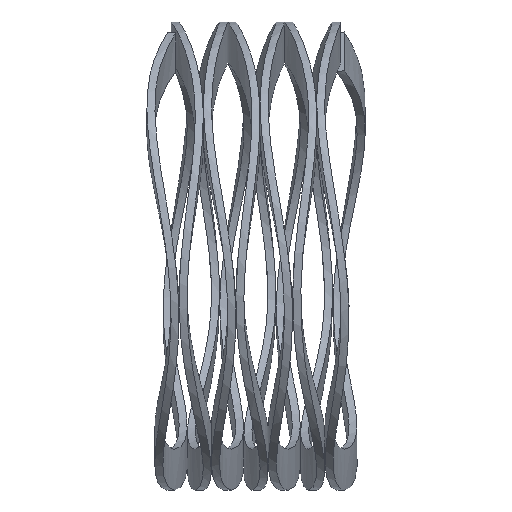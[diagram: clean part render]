
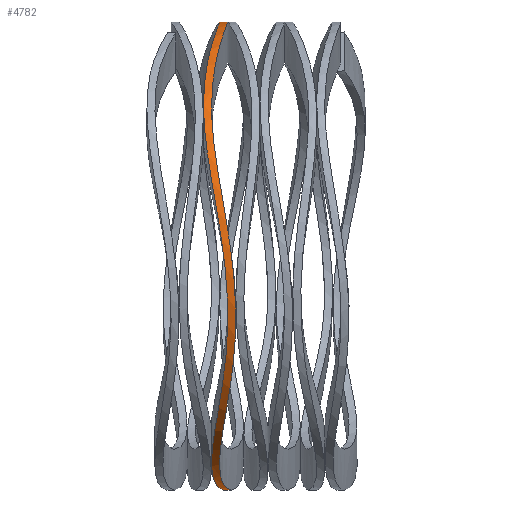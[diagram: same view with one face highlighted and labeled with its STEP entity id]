
A CAD part, left-side view. The second image highlights one B-rep face of the part: STEP entity #4782.
In plain terms, the highlighted cylindrical face has radius 5.75 mm (diameter 11.5 mm), a partial arc.
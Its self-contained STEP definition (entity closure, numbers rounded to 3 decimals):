
#197 = CARTESIAN_POINT ( 'NONE',  ( -3.51, 3.397, -4.571 ) ) ;
#291 = CARTESIAN_POINT ( 'NONE',  ( 0., 3.233, 5.75 ) ) ;
#292 = EDGE_CURVE ( 'NONE', #5844, #3478, #889, .T. ) ;
#337 = CARTESIAN_POINT ( 'NONE',  ( -1.495, 3.296, 5.565 ) ) ;
#353 = CARTESIAN_POINT ( 'NONE',  ( -1.609, 3.113, 5.521 ) ) ;
#398 = CARTESIAN_POINT ( 'NONE',  ( -1.19, 3.073, 5.626 ) ) ;
#449 = CARTESIAN_POINT ( 'NONE',  ( -1.482, 3.099, 5.557 ) ) ;
#889 = B_SPLINE_CURVE_WITH_KNOTS ( 'NONE', 3,
 ( #1740, #7300, #4617, #5262, #2393, #4474, #5860, #197, #3224, #3738, #7255, #8095, #3875, #6746, #3043, #8700, #2344, #1031, #5170, #8142, #8000, #3179, #6699, #337, #6609, #8836, #291 ),
 .UNSPECIFIED., .F., .F.,
 ( 4, 2, 2, 2, 2, 2, 2, 2, 1, 2, 2, 2, 2, 4 ),
 ( 0., 0.063, 0.125, 0.188, 0.25, 0.375, 0.438, 0.5, 0.625, 0.688, 0.75, 0.875, 0.938, 1. ),
 .UNSPECIFIED. ) ;
#905 = EDGE_CURVE ( 'NONE', #8973, #5844, #4589, .T. ) ;
#954 = CARTESIAN_POINT ( 'NONE',  ( -2.754, 3.241, -5.063 ) ) ;
#970 = VECTOR ( 'NONE', #1792, 1000. ) ;
#1031 = CARTESIAN_POINT ( 'NONE',  ( -4.993, 3.584, 2.877 ) ) ;
#1046 = CARTESIAN_POINT ( 'NONE',  ( -0.227, 3.033, 5.747 ) ) ;
#1093 = CARTESIAN_POINT ( 'NONE',  ( -5.756, 2.945, 0.069 ) ) ;
#1144 = CARTESIAN_POINT ( 'NONE',  ( -1.991, 3.158, 5.395 ) ) ;
#1201 = DIRECTION ( 'NONE',  ( 0., 1., 0. ) ) ;
#1406 = VECTOR ( 'NONE', #1201, 1000. ) ;
#1479 = CARTESIAN_POINT ( 'NONE',  ( 0., 3.135, -5.75 ) ) ;
#1661 = CARTESIAN_POINT ( 'NONE',  ( -5.24, 3.332, 2.432 ) ) ;
#1737 = ORIENTED_EDGE ( 'NONE', *, *, #7734, .F. ) ;
#1740 = CARTESIAN_POINT ( 'NONE',  ( 0., 3.135, -5.75 ) ) ;
#1757 = CARTESIAN_POINT ( 'NONE',  ( -1.343, 3.086, 5.592 ) ) ;
#1792 = DIRECTION ( 'NONE',  ( 0., 1., 0. ) ) ;
#1804 = CARTESIAN_POINT ( 'NONE',  ( -4.069, 3.43, 4.102 ) ) ;
#2039 = ORIENTED_EDGE ( 'NONE', *, *, #3812, .T. ) ;
#2344 = CARTESIAN_POINT ( 'NONE',  ( -5.523, 3.448, 1.879 ) ) ;
#2362 = CARTESIAN_POINT ( 'NONE',  ( -0.155, 2.97, -5.746 ) ) ;
#2393 = CARTESIAN_POINT ( 'NONE',  ( -1.848, 3.4, -5.459 ) ) ;
#2409 = CARTESIAN_POINT ( 'NONE',  ( -2.212, 3.226, -5.314 ) ) ;
#2501 = CARTESIAN_POINT ( 'NONE',  ( -1.723, 3.126, 5.487 ) ) ;
#2552 = CARTESIAN_POINT ( 'NONE',  ( 0., -0.346, -5.75 ) ) ;
#2817 = CYLINDRICAL_SURFACE ( 'NONE', #8964, 5.75 ) ;
#3043 = CARTESIAN_POINT ( 'NONE',  ( -5.751, 3.085, -0.367 ) ) ;
#3104 = CARTESIAN_POINT ( 'NONE',  ( -5.649, 3.11, 1.122 ) ) ;
#3179 = CARTESIAN_POINT ( 'NONE',  ( -2.896, 3.48, 5.022 ) ) ;
#3224 = CARTESIAN_POINT ( 'NONE',  ( -3.803, 3.359, -4.33 ) ) ;
#3239 = CARTESIAN_POINT ( 'NONE',  ( -3.398, 3.213, -4.669 ) ) ;
#3320 = VERTEX_POINT ( 'NONE', #3681 ) ;
#3475 = DIRECTION ( 'NONE',  ( 0., 1., 0. ) ) ;
#3478 = VERTEX_POINT ( 'NONE', #8596 ) ;
#3681 = CARTESIAN_POINT ( 'NONE',  ( 0., 3.036, 5.75 ) ) ;
#3738 = CARTESIAN_POINT ( 'NONE',  ( -4.601, 3.224, -3.532 ) ) ;
#3812 = EDGE_CURVE ( 'NONE', #3320, #3478, #4069, .T. ) ;
#3875 = CARTESIAN_POINT ( 'NONE',  ( -5.568, 3.026, -1.486 ) ) ;
#3891 = CARTESIAN_POINT ( 'NONE',  ( -2.056, 3.167, 5.37 ) ) ;
#3936 = CARTESIAN_POINT ( 'NONE',  ( -5.663, 2.836, -1.089 ) ) ;
#3983 = CARTESIAN_POINT ( 'NONE',  ( -4.219, 3.098, -3.965 ) ) ;
#4069 = LINE ( 'NONE', #4665, #970 ) ;
#4193 = ORIENTED_EDGE ( 'NONE', *, *, #292, .F. ) ;
#4344 = DIRECTION ( 'NONE',  ( 0., 0., 1. ) ) ;
#4474 = CARTESIAN_POINT ( 'NONE',  ( -2.547, 3.436, -5.17 ) ) ;
#4490 = CARTESIAN_POINT ( 'NONE',  ( -0.652, 3.041, 5.714 ) ) ;
#4584 = CARTESIAN_POINT ( 'NONE',  ( -1.825, 3.138, 5.454 ) ) ;
#4589 = LINE ( 'NONE', #2552, #1406 ) ;
#4617 = CARTESIAN_POINT ( 'NONE',  ( -0.749, 3.26, -5.714 ) ) ;
#4632 = CARTESIAN_POINT ( 'NONE',  ( -4.781, 3.442, 3.264 ) ) ;
#4665 = CARTESIAN_POINT ( 'NONE',  ( 0., -0.346, 5.75 ) ) ;
#4679 = CARTESIAN_POINT ( 'NONE',  ( -2.58, 3.236, 5.155 ) ) ;
#4732 = EDGE_LOOP ( 'NONE', ( #6719, #1737, #2039, #4193 ) ) ;
#4782 = ADVANCED_FACE ( 'NONE', ( #5038 ), #2817, .T. ) ;
#4863 = CARTESIAN_POINT ( 'NONE',  ( 0., 2.944, -5.75 ) ) ;
#5038 = FACE_OUTER_BOUND ( 'NONE', #4732, .T. ) ;
#5170 = CARTESIAN_POINT ( 'NONE',  ( -4.575, 3.633, 3.504 ) ) ;
#5233 = CARTESIAN_POINT ( 'NONE',  ( -1.795, 3.198, -5.469 ) ) ;
#5262 = CARTESIAN_POINT ( 'NONE',  ( -1.486, 3.362, -5.569 ) ) ;
#5323 = CARTESIAN_POINT ( 'NONE',  ( -1.914, 3.149, 5.423 ) ) ;
#5369 = CARTESIAN_POINT ( 'NONE',  ( -3.249, 3.335, 4.788 ) ) ;
#5638 = CARTESIAN_POINT ( 'NONE',  ( 0., -0.346, 0. ) ) ;
#5844 = VERTEX_POINT ( 'NONE', #1479 ) ;
#5860 = CARTESIAN_POINT ( 'NONE',  ( -2.883, 3.436, -4.991 ) ) ;
#5876 = CARTESIAN_POINT ( 'NONE',  ( -2.109, 3.174, 5.349 ) ) ;
#5922 = CARTESIAN_POINT ( 'NONE',  ( -0.845, 3.05, 5.689 ) ) ;
#6014 = CARTESIAN_POINT ( 'NONE',  ( -2.151, 3.179, 5.333 ) ) ;
#6276 = B_SPLINE_CURVE_WITH_KNOTS ( 'NONE', 3,
 ( #6809, #6714, #1046, #6671, #4490, #5922, #8852, #398, #1757, #449, #353, #2501, #4584, #5323, #1144, #3891, #5876, #6014, #8156, #4679, #5369, #1804, #4632, #1661, #7457, #3104, #8715, #1093, #7317, #3936, #8760, #7508, #3983, #3239, #954, #2409, #5233, #8898, #6626, #8804, #2362, #8203 ),
 .UNSPECIFIED., .F., .F.,
 ( 4, 1, 1, 1, 1, 1, 1, 1, 1, 1, 1, 1, 1, 1, 1, 1, 1, 1, 1, 1, 1, 1, 1, 1, 1, 1, 1, 1, 1, 1, 1, 1, 1, 1, 1, 1, 1, 1, 1, 4 ),
 ( 0., 0.013, 0.025, 0.036, 0.047, 0.057, 0.066, 0.075, 0.083, 0.09, 0.097, 0.103, 0.108, 0.113, 0.116, 0.12, 0.122, 0.124, 0.125, 0.194, 0.25, 0.302, 0.375, 0.406, 0.437, 0.469, 0.5, 0.521, 0.556, 0.606, 0.67, 0.75, 0.8, 0.85, 0.874, 0.898, 0.923, 0.949, 0.974, 1. ),
 .UNSPECIFIED. ) ;
#6609 = CARTESIAN_POINT ( 'NONE',  ( -0.756, 3.24, 5.712 ) ) ;
#6626 = CARTESIAN_POINT ( 'NONE',  ( -0.917, 3.092, -5.683 ) ) ;
#6671 = CARTESIAN_POINT ( 'NONE',  ( -0.446, 3.035, 5.734 ) ) ;
#6699 = CARTESIAN_POINT ( 'NONE',  ( -1.856, 3.341, 5.456 ) ) ;
#6714 = CARTESIAN_POINT ( 'NONE',  ( -0.077, 3.035, 5.749 ) ) ;
#6719 = ORIENTED_EDGE ( 'NONE', *, *, #905, .F. ) ;
#6746 = CARTESIAN_POINT ( 'NONE',  ( -5.715, 3.052, -0.744 ) ) ;
#6809 = CARTESIAN_POINT ( 'NONE',  ( 0., 3.036, 5.75 ) ) ;
#7255 = CARTESIAN_POINT ( 'NONE',  ( -5.025, 3.106, -2.896 ) ) ;
#7300 = CARTESIAN_POINT ( 'NONE',  ( -0.375, 3.198, -5.75 ) ) ;
#7317 = CARTESIAN_POINT ( 'NONE',  ( -5.739, 2.884, -0.454 ) ) ;
#7457 = CARTESIAN_POINT ( 'NONE',  ( -5.513, 3.204, 1.667 ) ) ;
#7508 = CARTESIAN_POINT ( 'NONE',  ( -4.939, 2.93, -3.038 ) ) ;
#7734 = EDGE_CURVE ( 'NONE', #3320, #8973, #6276, .T. ) ;
#8000 = CARTESIAN_POINT ( 'NONE',  ( -3.534, 3.583, 4.594 ) ) ;
#8095 = CARTESIAN_POINT ( 'NONE',  ( -5.458, 3.032, -1.85 ) ) ;
#8142 = CARTESIAN_POINT ( 'NONE',  ( -4.334, 3.634, 3.796 ) ) ;
#8156 = CARTESIAN_POINT ( 'NONE',  ( -2.181, 3.183, 5.32 ) ) ;
#8203 = CARTESIAN_POINT ( 'NONE',  ( 0., 2.944, -5.75 ) ) ;
#8596 = CARTESIAN_POINT ( 'NONE',  ( 0., 3.233, 5.75 ) ) ;
#8700 = CARTESIAN_POINT ( 'NONE',  ( -5.749, 3.227, 0.759 ) ) ;
#8715 = CARTESIAN_POINT ( 'NONE',  ( -5.731, 3.017, 0.567 ) ) ;
#8760 = CARTESIAN_POINT ( 'NONE',  ( -5.435, 2.827, -1.97 ) ) ;
#8804 = CARTESIAN_POINT ( 'NONE',  ( -0.462, 3.021, -5.739 ) ) ;
#8836 = CARTESIAN_POINT ( 'NONE',  ( -0.377, 3.226, 5.75 ) ) ;
#8852 = CARTESIAN_POINT ( 'NONE',  ( -1.024, 3.061, 5.659 ) ) ;
#8898 = CARTESIAN_POINT ( 'NONE',  ( -1.362, 3.152, -5.593 ) ) ;
#8964 = AXIS2_PLACEMENT_3D ( 'NONE', #5638, #3475, #4344 ) ;
#8973 = VERTEX_POINT ( 'NONE', #4863 ) ;
